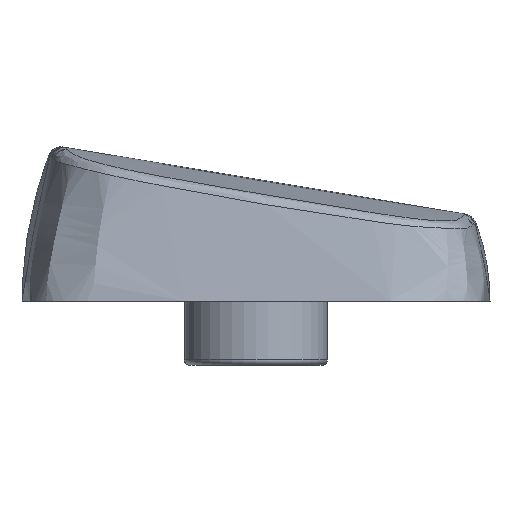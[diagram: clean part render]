
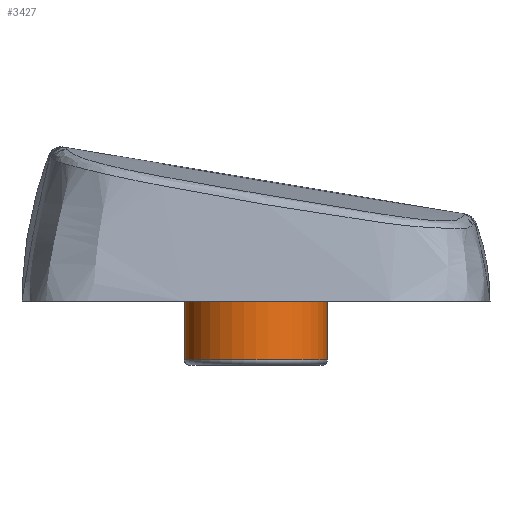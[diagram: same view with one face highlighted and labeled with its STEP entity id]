
A CAD part, left-side view. The second image highlights one B-rep face of the part: STEP entity #3427.
In plain terms, the highlighted cylindrical face has radius 2.75 mm (diameter 5.5 mm), a full revolution.
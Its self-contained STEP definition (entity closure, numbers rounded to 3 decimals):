
#197=CYLINDRICAL_SURFACE('',#3726,2.75);
#341=LINE('',#5523,#606);
#606=VECTOR('',#4238,2.75);
#917=FACE_OUTER_BOUND('',#1118,.T.);
#1118=EDGE_LOOP('',(#2492,#2493,#2494,#2495,#2496));
#1310=CIRCLE('',#3719,2.75);
#1311=CIRCLE('',#3720,2.75);
#1316=CIRCLE('',#3727,2.75);
#1471=VERTEX_POINT('',#5483);
#1472=VERTEX_POINT('',#5485);
#1489=VERTEX_POINT('',#5522);
#1863=EDGE_CURVE('',#1471,#1472,#1310,.T.);
#1864=EDGE_CURVE('',#1472,#1471,#1311,.T.);
#1881=EDGE_CURVE('',#1472,#1489,#341,.T.);
#1882=EDGE_CURVE('',#1489,#1489,#1316,.T.);
#2492=ORIENTED_EDGE('',*,*,#1864,.F.);
#2493=ORIENTED_EDGE('',*,*,#1881,.T.);
#2494=ORIENTED_EDGE('',*,*,#1882,.F.);
#2495=ORIENTED_EDGE('',*,*,#1881,.F.);
#2496=ORIENTED_EDGE('',*,*,#1863,.F.);
#3427=ADVANCED_FACE('',(#917),#197,.T.);
#3719=AXIS2_PLACEMENT_3D('',#5486,#4210,#4211);
#3720=AXIS2_PLACEMENT_3D('',#5487,#4212,#4213);
#3726=AXIS2_PLACEMENT_3D('',#5521,#4236,#4237);
#3727=AXIS2_PLACEMENT_3D('',#5524,#4239,#4240);
#4210=DIRECTION('center_axis',(0.,0.,-1.));
#4211=DIRECTION('ref_axis',(1.,0.,0.));
#4212=DIRECTION('center_axis',(0.,0.,-1.));
#4213=DIRECTION('ref_axis',(1.,0.,0.));
#4236=DIRECTION('center_axis',(0.,0.,-1.));
#4237=DIRECTION('ref_axis',(1.,0.,0.));
#4238=DIRECTION('',(0.,0.,1.));
#4239=DIRECTION('center_axis',(0.,0.,1.));
#4240=DIRECTION('ref_axis',(1.,0.,0.));
#5483=CARTESIAN_POINT('',(-47.25,-66.675,-3.1));
#5485=CARTESIAN_POINT('',(-52.75,-66.675,-3.1));
#5486=CARTESIAN_POINT('Origin',(-50.,-66.675,-3.1));
#5487=CARTESIAN_POINT('Origin',(-50.,-66.675,-3.1));
#5521=CARTESIAN_POINT('Origin',(-50.,-66.675,0.));
#5522=CARTESIAN_POINT('',(-52.75,-66.675,-0.25));
#5523=CARTESIAN_POINT('',(-52.75,-66.675,0.));
#5524=CARTESIAN_POINT('Origin',(-50.,-66.675,-0.25));
